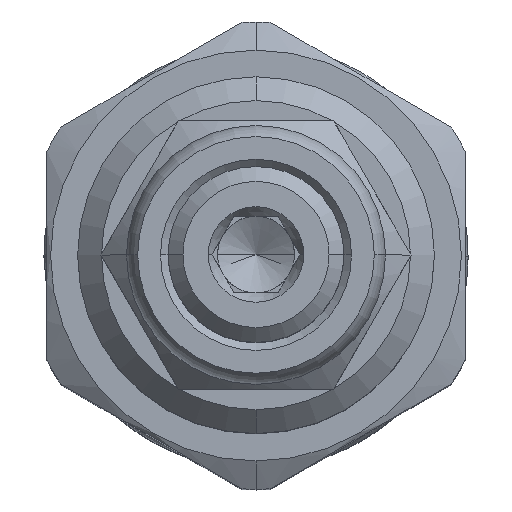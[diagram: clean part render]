
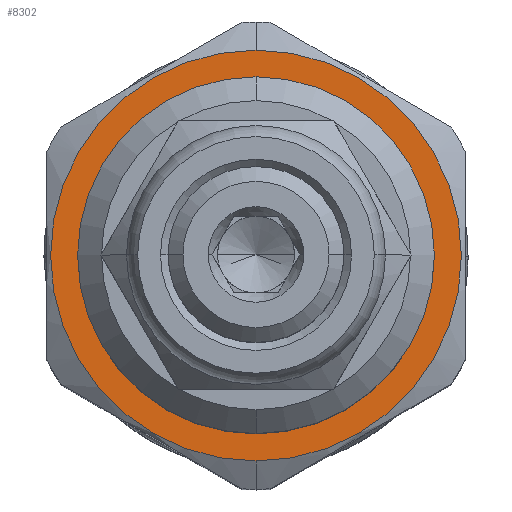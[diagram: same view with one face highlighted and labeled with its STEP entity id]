
A CAD part, top view. The second image highlights one B-rep face of the part: STEP entity #8302.
In plain terms, the highlighted planar face has unit normal (0, 0, 1).
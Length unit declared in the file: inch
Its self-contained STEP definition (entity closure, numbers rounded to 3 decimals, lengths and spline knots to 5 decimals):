
#1150=CARTESIAN_POINT('',(0.,0.,3.156));
#1151=DIRECTION('',(0.,0.,1.));
#1152=DIRECTION('',(0.,-1.,0.));
#1153=AXIS2_PLACEMENT_3D('',#1150,#1151,#1152);
#1155=CARTESIAN_POINT('',(0.,0.,3.156));
#1156=DIRECTION('',(0.,0.,-1.));
#1157=DIRECTION('',(0.,-1.,0.));
#1158=AXIS2_PLACEMENT_3D('',#1155,#1156,#1157);
#1164=CARTESIAN_POINT('',(0.,0.,3.156));
#1165=DIRECTION('',(0.,0.,-1.));
#1166=DIRECTION('',(0.,-1.,0.));
#1167=AXIS2_PLACEMENT_3D('',#1164,#1165,#1166);
#1364=CARTESIAN_POINT('',(0.,0.,3.156));
#1365=DIRECTION('',(0.,0.,1.));
#1366=DIRECTION('',(0.,-1.,0.));
#1367=AXIS2_PLACEMENT_3D('',#1364,#1365,#1366);
#6499=CARTESIAN_POINT('',(0.,-0.43,3.156));
#6501=VERTEX_POINT('',#6499);
#6507=CARTESIAN_POINT('',(0.,0.43,3.156));
#6509=VERTEX_POINT('',#6507);
#6515=CARTESIAN_POINT('',(0.,-0.3735,3.156));
#6516=CARTESIAN_POINT('',(0.,0.3735,3.156));
#6517=VERTEX_POINT('',#6515);
#6518=VERTEX_POINT('',#6516);
#8287=CARTESIAN_POINT('',(0.,0.,3.156));
#8288=DIRECTION('',(0.,0.,1.));
#8289=DIRECTION('',(0.,-1.,0.));
#8290=AXIS2_PLACEMENT_3D('',#8287,#8288,#8289);
#8291=PLANE('',#8290);
#8293=ORIENTED_EDGE('',*,*,#8292,.T.);
#8295=ORIENTED_EDGE('',*,*,#8294,.F.);
#8296=EDGE_LOOP('',(#8293,#8295));
#8297=FACE_OUTER_BOUND('',#8296,.F.);
#8298=ORIENTED_EDGE('',*,*,#8252,.T.);
#8299=ORIENTED_EDGE('',*,*,#8280,.F.);
#8300=EDGE_LOOP('',(#8298,#8299));
#8301=FACE_BOUND('',#8300,.F.);
#8302=ADVANCED_FACE('',(#8297,#8301),#8291,.T.);
#1154=CIRCLE('',#1153,0.3735);
#1159=CIRCLE('',#1158,0.3735);
#1168=CIRCLE('',#1167,0.43);
#1368=CIRCLE('',#1367,0.43);
#8252=EDGE_CURVE('',#6517,#6518,#1154,.T.);
#8280=EDGE_CURVE('',#6517,#6518,#1159,.T.);
#8292=EDGE_CURVE('',#6501,#6509,#1168,.T.);
#8294=EDGE_CURVE('',#6501,#6509,#1368,.T.);
